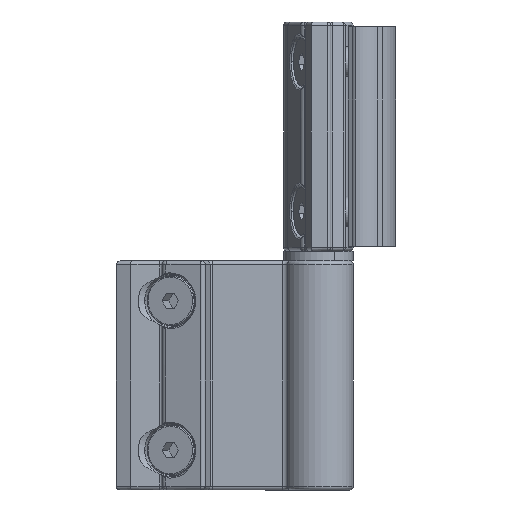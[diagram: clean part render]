
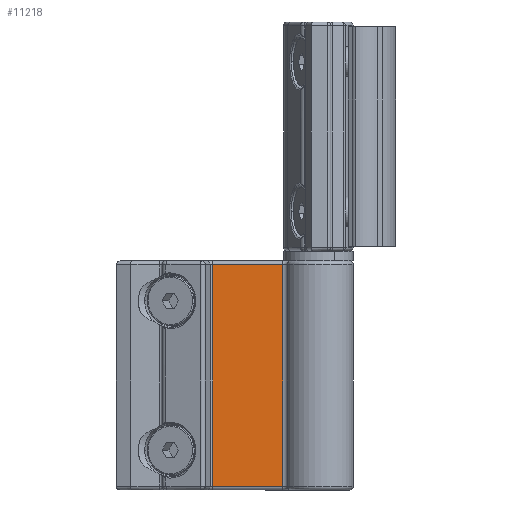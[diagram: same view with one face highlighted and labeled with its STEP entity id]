
A CAD part, left-side view. The second image highlights one B-rep face of the part: STEP entity #11218.
In plain terms, the highlighted face is planar.
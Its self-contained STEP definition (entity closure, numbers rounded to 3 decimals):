
#453 = CARTESIAN_POINT ( 'NONE',  ( -7.194, 7.9, 47.238 ) ) ;
#1691 = LINE ( 'NONE', #5545, #9870 ) ;
#1950 = VECTOR ( 'NONE', #3164, 1000. ) ;
#2894 = CARTESIAN_POINT ( 'NONE',  ( -7.194, 7.9, 47.238 ) ) ;
#3058 = EDGE_CURVE ( 'NONE', #11986, #9101, #7589, .T. ) ;
#3164 = DIRECTION ( 'NONE',  ( 0., 0., 1. ) ) ;
#3715 = EDGE_CURVE ( 'NONE', #6611, #11986, #1691, .T. ) ;
#3949 = ORIENTED_EDGE ( 'NONE', *, *, #3058, .T. ) ;
#4042 = ORIENTED_EDGE ( 'NONE', *, *, #3715, .T. ) ;
#4205 = CARTESIAN_POINT ( 'NONE',  ( -7.194, 7.9, 2.762 ) ) ;
#4230 = LINE ( 'NONE', #11040, #12313 ) ;
#4681 = DIRECTION ( 'NONE',  ( -1., 0., 0. ) ) ;
#5545 = CARTESIAN_POINT ( 'NONE',  ( -7.194, 7.9, 2.762 ) ) ;
#6370 = DIRECTION ( 'NONE',  ( 1., 0., 0. ) ) ;
#6407 = VECTOR ( 'NONE', #6370, 1000. ) ;
#6611 = VERTEX_POINT ( 'NONE', #4205 ) ;
#6732 = ORIENTED_EDGE ( 'NONE', *, *, #7496, .T. ) ;
#7463 = DIRECTION ( 'NONE',  ( 0., -1., 0. ) ) ;
#7496 = EDGE_CURVE ( 'NONE', #9101, #10620, #12175, .T. ) ;
#7584 = FACE_OUTER_BOUND ( 'NONE', #12166, .T. ) ;
#7589 = LINE ( 'NONE', #11431, #1950 ) ;
#8658 = AXIS2_PLACEMENT_3D ( 'NONE', #11243, #7463, #4681 ) ;
#9101 = VERTEX_POINT ( 'NONE', #9981 ) ;
#9380 = DIRECTION ( 'NONE',  ( -1., 0., 0. ) ) ;
#9778 = CARTESIAN_POINT ( 'NONE',  ( -21.288, 7.9, 2.762 ) ) ;
#9870 = VECTOR ( 'NONE', #9380, 1000. ) ;
#9908 = DIRECTION ( 'NONE',  ( 0., 0., 1. ) ) ;
#9981 = CARTESIAN_POINT ( 'NONE',  ( -21.288, 7.9, 47.238 ) ) ;
#10291 = EDGE_CURVE ( 'NONE', #6611, #10620, #4230, .T. ) ;
#10620 = VERTEX_POINT ( 'NONE', #2894 ) ;
#10834 = ORIENTED_EDGE ( 'NONE', *, *, #10291, .F. ) ;
#11040 = CARTESIAN_POINT ( 'NONE',  ( -7.194, 7.9, 2. ) ) ;
#11218 = ADVANCED_FACE ( 'NONE', ( #7584 ), #11427, .F. ) ;
#11243 = CARTESIAN_POINT ( 'NONE',  ( -7.194, 7.9, 2. ) ) ;
#11427 = PLANE ( 'NONE',  #8658 ) ;
#11431 = CARTESIAN_POINT ( 'NONE',  ( -21.288, 7.9, 2. ) ) ;
#11986 = VERTEX_POINT ( 'NONE', #9778 ) ;
#12166 = EDGE_LOOP ( 'NONE', ( #10834, #4042, #3949, #6732 ) ) ;
#12175 = LINE ( 'NONE', #453, #6407 ) ;
#12313 = VECTOR ( 'NONE', #9908, 1000. ) ;
